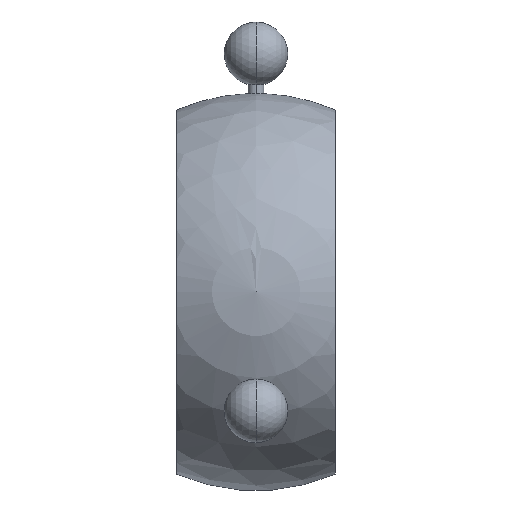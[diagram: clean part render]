
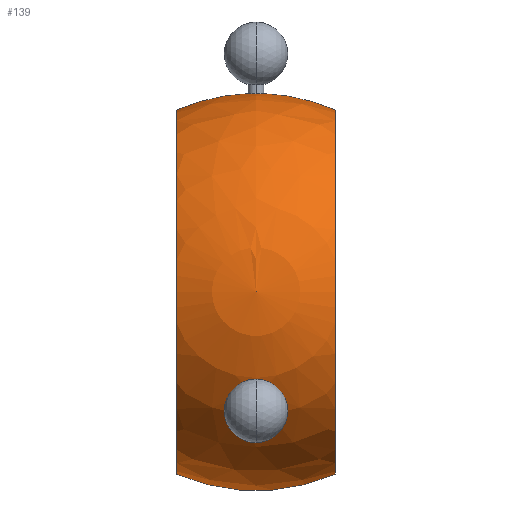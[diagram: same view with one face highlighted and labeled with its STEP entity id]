
A CAD part, top view. The second image highlights one B-rep face of the part: STEP entity #139.
In plain terms, the highlighted spherical face has radius 25 mm.
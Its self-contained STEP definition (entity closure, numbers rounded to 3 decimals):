
#13 = AXIS2_PLACEMENT_3D ( 'NONE', #270, #277, #274 ) ;
#19 = CARTESIAN_POINT ( 'NONE',  ( 0., -11.624, 22.133 ) ) ;
#34 = CARTESIAN_POINT ( 'NONE',  ( 0., -13.356, 21.133 ) ) ;
#45 = EDGE_CURVE ( 'NONE', #299, #290, #273, .T. ) ;
#65 = EDGE_CURVE ( 'NONE', #206, #290, #271, .T. ) ;
#76 = CARTESIAN_POINT ( 'NONE',  ( 0., 24.98, 1. ) ) ;
#82 = CARTESIAN_POINT ( 'NONE',  ( 0., -12.49, 21.633 ) ) ;
#84 = DIRECTION ( 'NONE',  ( 0., 0.5, -0.866 ) ) ;
#86 = DIRECTION ( 'NONE',  ( 0., 0.866, 0.5 ) ) ;
#93 = CARTESIAN_POINT ( 'NONE',  ( -10., -22.913, 0. ) ) ;
#95 = DIRECTION ( 'NONE',  ( 0., 0., 1. ) ) ;
#100 = DIRECTION ( 'NONE',  ( 0., 0., -1. ) ) ;
#116 = AXIS2_PLACEMENT_3D ( 'NONE', #225, #183, #239 ) ;
#121 = CARTESIAN_POINT ( 'NONE',  ( 10., 22.913, 0. ) ) ;
#122 = AXIS2_PLACEMENT_3D ( 'NONE', #82, #84, #86 ) ;
#131 = CIRCLE ( 'NONE', #389, 22.913 ) ;
#139 = ADVANCED_FACE ( 'NONE', ( #279, #272 ), #268, .T. ) ;
#142 = CIRCLE ( 'NONE', #410, 25. ) ;
#155 = CIRCLE ( 'NONE', #122, 1. ) ;
#161 = CIRCLE ( 'NONE', #398, 25. ) ;
#170 = CIRCLE ( 'NONE', #116, 1. ) ;
#176 = EDGE_CURVE ( 'NONE', #496, #206, #252, .T. ) ;
#183 = DIRECTION ( 'NONE',  ( 0., -1., 0. ) ) ;
#188 = DIRECTION ( 'NONE',  ( -1., 0., 0. ) ) ;
#192 = EDGE_CURVE ( 'NONE', #295, #299, #161, .T. ) ;
#197 = EDGE_CURVE ( 'NONE', #295, #523, #131, .T. ) ;
#206 = VERTEX_POINT ( 'NONE', #361 ) ;
#209 = CARTESIAN_POINT ( 'NONE',  ( -10., 22.913, 0. ) ) ;
#225 = CARTESIAN_POINT ( 'NONE',  ( 0., 24.98, 0. ) ) ;
#232 = EDGE_CURVE ( 'NONE', #447, #352, #498, .T. ) ;
#239 = DIRECTION ( 'NONE',  ( 0., 0., -1. ) ) ;
#240 = AXIS2_PLACEMENT_3D ( 'NONE', #406, #537, #421 ) ;
#247 = DIRECTION ( 'NONE',  ( 0., 0., -1. ) ) ;
#252 = CIRCLE ( 'NONE', #411, 1. ) ;
#259 = EDGE_CURVE ( 'NONE', #523, #513, #142, .T. ) ;
#268 = SPHERICAL_SURFACE ( 'NONE', #412, 25. ) ;
#270 = CARTESIAN_POINT ( 'NONE',  ( 0., 0., 0. ) ) ;
#271 = CIRCLE ( 'NONE', #13, 25. ) ;
#272 = FACE_BOUND ( 'NONE', #326, .T. ) ;
#273 = CIRCLE ( 'NONE', #452, 22.913 ) ;
#274 = DIRECTION ( 'NONE',  ( 1., 0., 0. ) ) ;
#277 = DIRECTION ( 'NONE',  ( 0., 0., 1. ) ) ;
#279 = FACE_OUTER_BOUND ( 'NONE', #310, .T. ) ;
#290 = VERTEX_POINT ( 'NONE', #209 ) ;
#295 = VERTEX_POINT ( 'NONE', #405 ) ;
#299 = VERTEX_POINT ( 'NONE', #93 ) ;
#302 = CARTESIAN_POINT ( 'NONE',  ( 1., 24.98, 0. ) ) ;
#310 = EDGE_LOOP ( 'NONE', ( #484, #485, #504, #386, #424, #420, #385 ) ) ;
#323 = DIRECTION ( 'NONE',  ( 0., 1., 0. ) ) ;
#326 = EDGE_LOOP ( 'NONE', ( #380, #376 ) ) ;
#329 = CARTESIAN_POINT ( 'NONE',  ( 0., 0., 0. ) ) ;
#332 = DIRECTION ( 'NONE',  ( 0., 0., -1. ) ) ;
#344 = DIRECTION ( 'NONE',  ( 0., 1., 0. ) ) ;
#352 = VERTEX_POINT ( 'NONE', #19 ) ;
#356 = DIRECTION ( 'NONE',  ( -1., 0., 0. ) ) ;
#361 = CARTESIAN_POINT ( 'NONE',  ( -1., 24.98, 0. ) ) ;
#369 = DIRECTION ( 'NONE',  ( 0., 0., 1. ) ) ;
#370 = CARTESIAN_POINT ( 'NONE',  ( 10., 0., 0. ) ) ;
#376 = ORIENTED_EDGE ( 'NONE', *, *, #232, .T. ) ;
#380 = ORIENTED_EDGE ( 'NONE', *, *, #493, .T. ) ;
#385 = ORIENTED_EDGE ( 'NONE', *, *, #45, .F. ) ;
#386 = ORIENTED_EDGE ( 'NONE', *, *, #494, .T. ) ;
#389 = AXIS2_PLACEMENT_3D ( 'NONE', #370, #356, #369 ) ;
#398 = AXIS2_PLACEMENT_3D ( 'NONE', #437, #332, #323 ) ;
#405 = CARTESIAN_POINT ( 'NONE',  ( 10., -22.913, 0. ) ) ;
#406 = CARTESIAN_POINT ( 'NONE',  ( 0., -12.49, 21.633 ) ) ;
#409 = DIRECTION ( 'NONE',  ( 0., 0., 1. ) ) ;
#410 = AXIS2_PLACEMENT_3D ( 'NONE', #427, #95, #516 ) ;
#411 = AXIS2_PLACEMENT_3D ( 'NONE', #509, #515, #100 ) ;
#412 = AXIS2_PLACEMENT_3D ( 'NONE', #329, #247, #344 ) ;
#417 = CARTESIAN_POINT ( 'NONE',  ( -10., 0., 0. ) ) ;
#420 = ORIENTED_EDGE ( 'NONE', *, *, #65, .T. ) ;
#421 = DIRECTION ( 'NONE',  ( 0., 0.866, 0.5 ) ) ;
#424 = ORIENTED_EDGE ( 'NONE', *, *, #176, .T. ) ;
#427 = CARTESIAN_POINT ( 'NONE',  ( 0., 0., 0. ) ) ;
#437 = CARTESIAN_POINT ( 'NONE',  ( 0., 0., 0. ) ) ;
#447 = VERTEX_POINT ( 'NONE', #34 ) ;
#452 = AXIS2_PLACEMENT_3D ( 'NONE', #417, #188, #409 ) ;
#484 = ORIENTED_EDGE ( 'NONE', *, *, #192, .F. ) ;
#485 = ORIENTED_EDGE ( 'NONE', *, *, #197, .T. ) ;
#493 = EDGE_CURVE ( 'NONE', #352, #447, #155, .T. ) ;
#494 = EDGE_CURVE ( 'NONE', #513, #496, #170, .T. ) ;
#496 = VERTEX_POINT ( 'NONE', #76 ) ;
#498 = CIRCLE ( 'NONE', #240, 1. ) ;
#504 = ORIENTED_EDGE ( 'NONE', *, *, #259, .T. ) ;
#509 = CARTESIAN_POINT ( 'NONE',  ( 0., 24.98, 0. ) ) ;
#513 = VERTEX_POINT ( 'NONE', #302 ) ;
#515 = DIRECTION ( 'NONE',  ( 0., -1., 0. ) ) ;
#516 = DIRECTION ( 'NONE',  ( 1., 0., 0. ) ) ;
#523 = VERTEX_POINT ( 'NONE', #121 ) ;
#537 = DIRECTION ( 'NONE',  ( 0., 0.5, -0.866 ) ) ;
